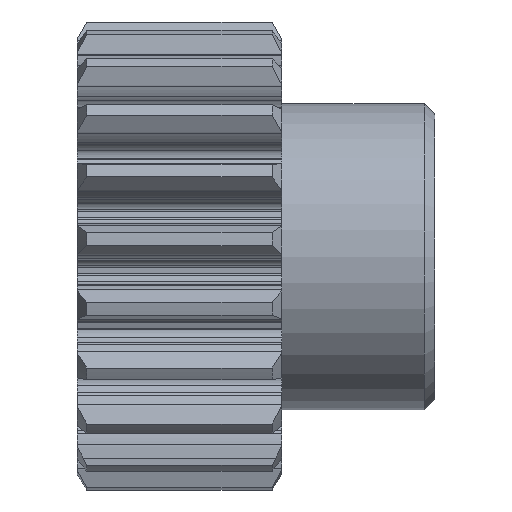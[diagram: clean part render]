
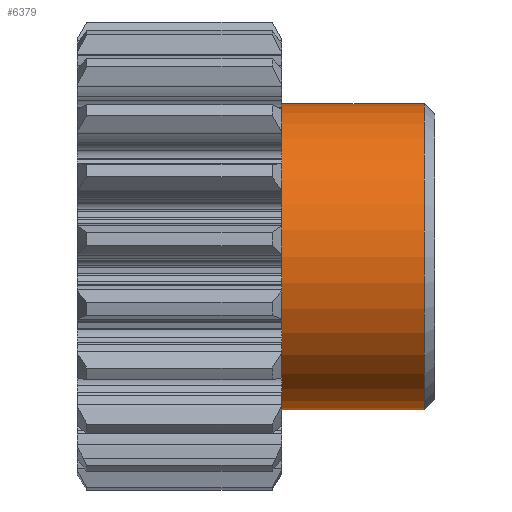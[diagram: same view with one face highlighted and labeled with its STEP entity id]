
A CAD part, top view. The second image highlights one B-rep face of the part: STEP entity #6379.
In plain terms, the highlighted cylindrical face has radius 15 mm (diameter 30 mm), a full revolution.
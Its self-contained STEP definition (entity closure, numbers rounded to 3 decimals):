
#34=VECTOR('',#9036,1.);
#345=LINE('',#11690,#34);
#656=CYLINDRICAL_SURFACE('',#7367,15.);
#1522=VERTEX_POINT('',#11125);
#1792=VERTEX_POINT('',#11691);
#1793=VERTEX_POINT('',#11693);
#2155=CIRCLE('',#7088,15.);
#2432=CIRCLE('',#7368,15.);
#2886=EDGE_CURVE('',#1522,#1522,#2155,.T.);
#3178=EDGE_CURVE('',#1792,#1522,#345,.T.);
#3179=EDGE_CURVE('',#1793,#1792,#2432,.T.);
#3180=EDGE_CURVE('',#1792,#1793,#2432,.T.);
#4280=ORIENTED_EDGE('',*,*,#3178,.T.);
#4281=ORIENTED_EDGE('',*,*,#2886,.T.);
#4282=ORIENTED_EDGE('',*,*,#3178,.F.);
#4283=ORIENTED_EDGE('',*,*,#3179,.F.);
#4284=ORIENTED_EDGE('',*,*,#3180,.F.);
#5663=EDGE_LOOP('',(#4280,#4281,#4282,#4283,#4284));
#6022=FACE_BOUND('',#5663,.T.);
#6379=ADVANCED_FACE('',(#6022),#656,.T.);
#7088=AXIS2_PLACEMENT_3D('',#11124,#8476,#8477);
#7367=AXIS2_PLACEMENT_3D('',#11689,#9034,#9035);
#7368=AXIS2_PLACEMENT_3D('',#11692,#9037,#9038);
#8476=DIRECTION('',(1.,0.,0.));
#8477=DIRECTION('',(0.,0.,-15.));
#9034=DIRECTION('',(1.,0.,0.));
#9035=DIRECTION('',(0.,0.,-15.));
#9036=DIRECTION('',(-1.,0.,0.));
#9037=DIRECTION('',(1.,0.,0.));
#9038=DIRECTION('',(0.,0.,-15.));
#11124=CARTESIAN_POINT('',(20.,0.,0.));
#11125=CARTESIAN_POINT('',(20.,0.,-15.));
#11689=CARTESIAN_POINT('',(35.,0.,0.));
#11690=CARTESIAN_POINT('',(19.,0.,-15.));
#11691=CARTESIAN_POINT('',(34.,0.,-15.));
#11692=CARTESIAN_POINT('',(34.,0.,0.));
#11693=CARTESIAN_POINT('',(34.,0.,15.));
